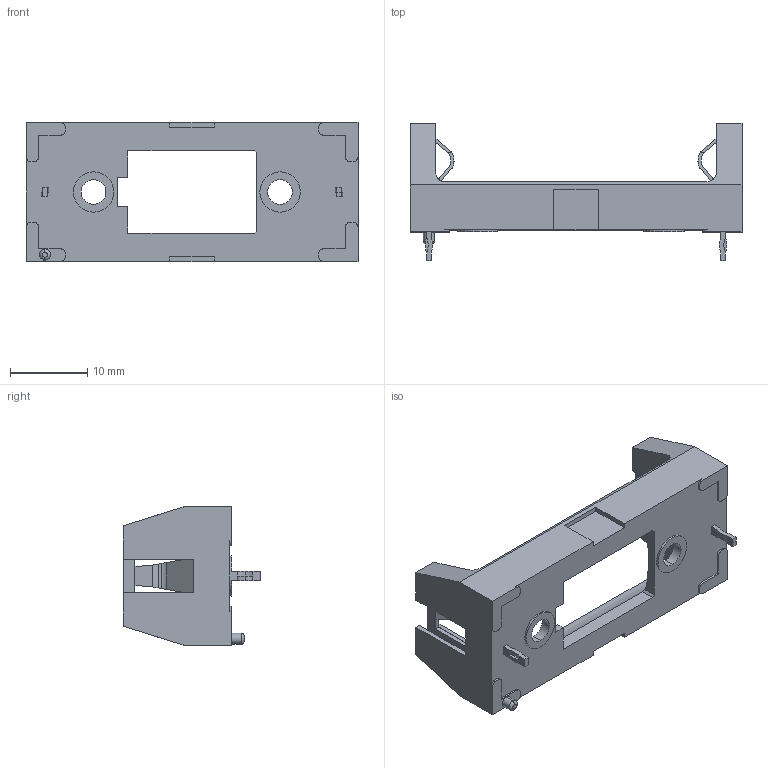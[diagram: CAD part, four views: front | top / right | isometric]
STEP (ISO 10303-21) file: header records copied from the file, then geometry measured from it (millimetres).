
FILE_DESCRIPTION (( 'STEP AP214' ), '1' );
FILE_NAME ('BC2-3AE.STEP', '2019-12-04T08:02:24', ( '' ), ( '' ), 'SwSTEP 2.0', 'SolidWorks 2016', '' );
FILE_SCHEMA (( 'AUTOMOTIVE_DESIGN' ));
Length unit declared in the file: inch
Products named in the file (1): BC2-3AE
Bounding box: 43 x 17.81 x 18.01 mm (x, y, z)
Volume: 2423.9 mm3; surface area: 3579.2 mm2
Topology: 4 solids, 4 shells, 264 faces, 754 edges, 496 vertices
Faces by surface type: plane 188, cylinder 70, bspline 4, torus 2
Entity records: 8707 total; most frequent: CARTESIAN_POINT 1767, ORIENTED_EDGE 1508, DIRECTION 1336, EDGE_CURVE 754, VECTOR 582, LINE 582, VERTEX_POINT 496, AXIS2_PLACEMENT_3D 377
